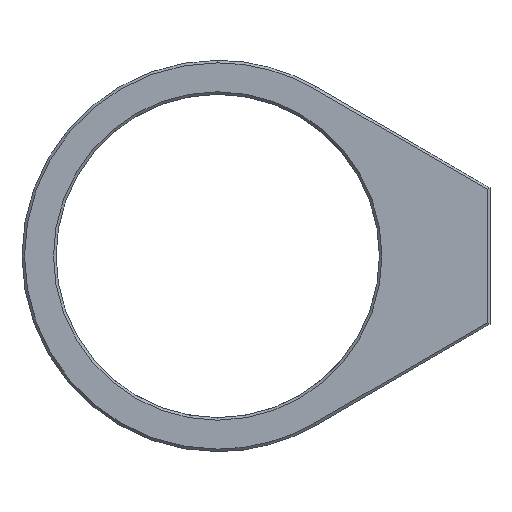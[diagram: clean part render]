
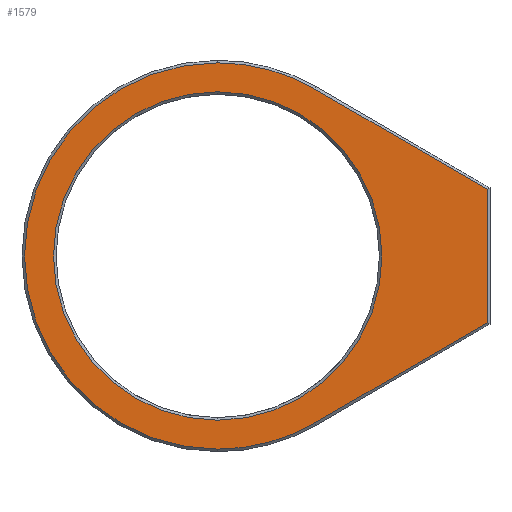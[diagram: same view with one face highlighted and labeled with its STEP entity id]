
A CAD part, left-side view. The second image highlights one B-rep face of the part: STEP entity #1579.
In plain terms, the highlighted planar face has unit normal (-1, 0, 0).
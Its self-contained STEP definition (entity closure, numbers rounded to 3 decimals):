
#1 = CARTESIAN_POINT ( 'NONE',  ( -6.35, -11.41, 19.624 ) ) ;
#40 = PLANE ( 'NONE',  #641 ) ;
#50 = ORIENTED_EDGE ( 'NONE', *, *, #1459, .T. ) ;
#72 = DIRECTION ( 'NONE',  ( -1., 0., 0. ) ) ;
#89 = EDGE_CURVE ( 'NONE', #1506, #158, #134, .T. ) ;
#110 = VERTEX_POINT ( 'NONE', #841 ) ;
#123 = CARTESIAN_POINT ( 'NONE',  ( -6.35, 0., 0. ) ) ;
#134 = LINE ( 'NONE', #1121, #1411 ) ;
#158 = VERTEX_POINT ( 'NONE', #1 ) ;
#161 = EDGE_LOOP ( 'NONE', ( #912, #1285 ) ) ;
#218 = AXIS2_PLACEMENT_3D ( 'NONE', #909, #500, #1159 ) ;
#282 = LINE ( 'NONE', #1265, #1314 ) ;
#324 = ORIENTED_EDGE ( 'NONE', *, *, #416, .T. ) ;
#415 = CARTESIAN_POINT ( 'NONE',  ( -6.35, 0., 0. ) ) ;
#416 = EDGE_CURVE ( 'NONE', #1462, #110, #1467, .T. ) ;
#464 = CARTESIAN_POINT ( 'NONE',  ( -6.35, -11.41, -19.624 ) ) ;
#500 = DIRECTION ( 'NONE',  ( 1., 0., 0. ) ) ;
#504 = ORIENTED_EDGE ( 'NONE', *, *, #659, .T. ) ;
#522 = EDGE_CURVE ( 'NONE', #158, #1462, #1499, .T. ) ;
#532 = CIRCLE ( 'NONE', #946, 22.7 ) ;
#546 = DIRECTION ( 'NONE',  ( 0., 0., -1. ) ) ;
#562 = VERTEX_POINT ( 'NONE', #855 ) ;
#616 = DIRECTION ( 'NONE',  ( 0., 0., -1. ) ) ;
#625 = DIRECTION ( 'NONE',  ( -1., 0., 0. ) ) ;
#641 = AXIS2_PLACEMENT_3D ( 'NONE', #415, #1035, #1058 ) ;
#659 = EDGE_CURVE ( 'NONE', #562, #1506, #282, .T. ) ;
#690 = CIRCLE ( 'NONE', #218, 19.3 ) ;
#713 = LINE ( 'NONE', #464, #1317 ) ;
#736 = DIRECTION ( 'NONE',  ( -1., 0., 0. ) ) ;
#764 = AXIS2_PLACEMENT_3D ( 'NONE', #1437, #72, #546 ) ;
#778 = EDGE_CURVE ( 'NONE', #1117, #785, #837, .T. ) ;
#785 = VERTEX_POINT ( 'NONE', #1609 ) ;
#788 = EDGE_LOOP ( 'NONE', ( #50, #504, #1199, #1482, #324, #818 ) ) ;
#790 = FACE_BOUND ( 'NONE', #161, .T. ) ;
#818 = ORIENTED_EDGE ( 'NONE', *, *, #1191, .T. ) ;
#837 = CIRCLE ( 'NONE', #1576, 19.3 ) ;
#841 = CARTESIAN_POINT ( 'NONE',  ( -6.35, 0., -22.7 ) ) ;
#850 = CARTESIAN_POINT ( 'NONE',  ( -6.35, -31.7, 7.827 ) ) ;
#855 = CARTESIAN_POINT ( 'NONE',  ( -6.35, -31.7, -7.827 ) ) ;
#874 = CARTESIAN_POINT ( 'NONE',  ( -6.35, 0., 0. ) ) ;
#909 = CARTESIAN_POINT ( 'NONE',  ( -6.35, 0., 0. ) ) ;
#912 = ORIENTED_EDGE ( 'NONE', *, *, #1589, .T. ) ;
#946 = AXIS2_PLACEMENT_3D ( 'NONE', #1508, #625, #1376 ) ;
#988 = DIRECTION ( 'NONE',  ( 0., 0., -1. ) ) ;
#994 = VERTEX_POINT ( 'NONE', #1587 ) ;
#1035 = DIRECTION ( 'NONE',  ( 1., 0., 0. ) ) ;
#1041 = FACE_OUTER_BOUND ( 'NONE', #788, .T. ) ;
#1054 = AXIS2_PLACEMENT_3D ( 'NONE', #123, #736, #616 ) ;
#1058 = DIRECTION ( 'NONE',  ( 0., 0., -1. ) ) ;
#1101 = DIRECTION ( 'NONE',  ( 0., 0.865, 0.503 ) ) ;
#1117 = VERTEX_POINT ( 'NONE', #1573 ) ;
#1121 = CARTESIAN_POINT ( 'NONE',  ( -6.35, -11.41, 19.624 ) ) ;
#1159 = DIRECTION ( 'NONE',  ( 0., 0., -1. ) ) ;
#1191 = EDGE_CURVE ( 'NONE', #110, #994, #532, .T. ) ;
#1199 = ORIENTED_EDGE ( 'NONE', *, *, #89, .T. ) ;
#1265 = CARTESIAN_POINT ( 'NONE',  ( -6.35, -31.7, 0. ) ) ;
#1285 = ORIENTED_EDGE ( 'NONE', *, *, #778, .T. ) ;
#1314 = VECTOR ( 'NONE', #1524, 1000. ) ;
#1317 = VECTOR ( 'NONE', #1465, 1000. ) ;
#1376 = DIRECTION ( 'NONE',  ( 0., 0., -1. ) ) ;
#1411 = VECTOR ( 'NONE', #1101, 1000. ) ;
#1437 = CARTESIAN_POINT ( 'NONE',  ( -6.35, 0., 0. ) ) ;
#1459 = EDGE_CURVE ( 'NONE', #994, #562, #713, .T. ) ;
#1462 = VERTEX_POINT ( 'NONE', #1606 ) ;
#1465 = DIRECTION ( 'NONE',  ( 0., -0.865, 0.503 ) ) ;
#1467 = CIRCLE ( 'NONE', #764, 22.7 ) ;
#1481 = DIRECTION ( 'NONE',  ( 1., 0., 0. ) ) ;
#1482 = ORIENTED_EDGE ( 'NONE', *, *, #522, .T. ) ;
#1499 = CIRCLE ( 'NONE', #1054, 22.7 ) ;
#1506 = VERTEX_POINT ( 'NONE', #850 ) ;
#1508 = CARTESIAN_POINT ( 'NONE',  ( -6.35, 0., 0. ) ) ;
#1524 = DIRECTION ( 'NONE',  ( 0., 0., 1. ) ) ;
#1573 = CARTESIAN_POINT ( 'NONE',  ( -6.35, 0., -19.3 ) ) ;
#1576 = AXIS2_PLACEMENT_3D ( 'NONE', #874, #1481, #988 ) ;
#1579 = ADVANCED_FACE ( 'NONE', ( #1041, #790 ), #40, .F. ) ;
#1587 = CARTESIAN_POINT ( 'NONE',  ( -6.35, -11.41, -19.624 ) ) ;
#1589 = EDGE_CURVE ( 'NONE', #785, #1117, #690, .T. ) ;
#1606 = CARTESIAN_POINT ( 'NONE',  ( -6.35, 0., 22.7 ) ) ;
#1609 = CARTESIAN_POINT ( 'NONE',  ( -6.35, 0., 19.3 ) ) ;
